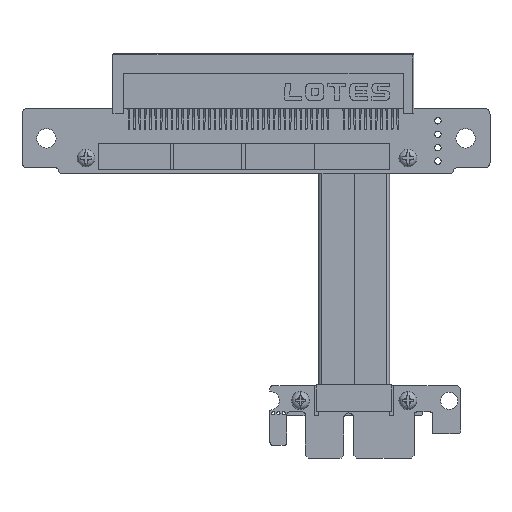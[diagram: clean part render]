
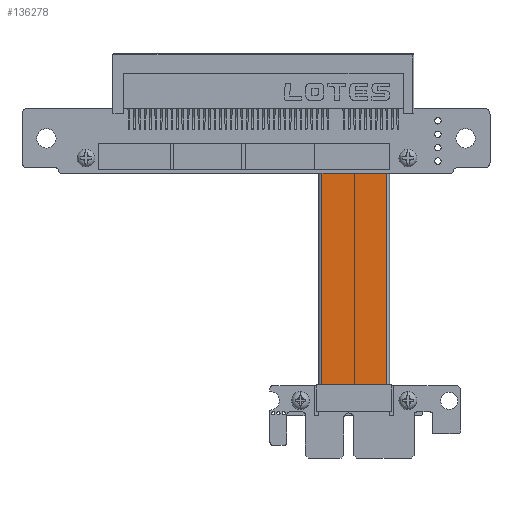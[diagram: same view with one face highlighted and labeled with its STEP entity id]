
A CAD part, top view. The second image highlights one B-rep face of the part: STEP entity #136278.
In plain terms, the highlighted face is planar.
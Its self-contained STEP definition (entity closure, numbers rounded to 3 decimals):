
#136241 = VERTEX_POINT('',#136242);
#136242 = CARTESIAN_POINT('',(12.065,-1.4,-43.));
#136260 = VERTEX_POINT('',#136261);
#136261 = CARTESIAN_POINT('',(12.065,-1.4,0.));
#136268 = EDGE_CURVE('',#136241,#136260,#136269,.T.);
#136269 = LINE('',#136270,#136271);
#136270 = CARTESIAN_POINT('',(12.065,-1.4,-43.));
#136271 = VECTOR('',#136272,1.);
#136272 = DIRECTION('',(0.,0.,1.));
#136278 = ADVANCED_FACE('',(#136279),#136304,.T.);
#136279 = FACE_BOUND('',#136280,.T.);
#136280 = EDGE_LOOP('',(#136281,#136289,#136297,#136303));
#136281 = ORIENTED_EDGE('',*,*,#136282,.F.);
#136282 = EDGE_CURVE('',#136283,#136260,#136285,.T.);
#136283 = VERTEX_POINT('',#136284);
#136284 = CARTESIAN_POINT('',(0.,-1.4,
    0.));
#136285 = LINE('',#136286,#136287);
#136286 = CARTESIAN_POINT('',(6.032,-1.4,0.));
#136287 = VECTOR('',#136288,1.);
#136288 = DIRECTION('',(1.,0.,0.));
#136289 = ORIENTED_EDGE('',*,*,#136290,.F.);
#136290 = EDGE_CURVE('',#136291,#136283,#136293,.T.);
#136291 = VERTEX_POINT('',#136292);
#136292 = CARTESIAN_POINT('',(0.,-1.4,-43.)
  );
#136293 = LINE('',#136294,#136295);
#136294 = CARTESIAN_POINT('',(0.,-1.4,-43.)
  );
#136295 = VECTOR('',#136296,1.);
#136296 = DIRECTION('',(0.,0.,1.));
#136297 = ORIENTED_EDGE('',*,*,#136298,.T.);
#136298 = EDGE_CURVE('',#136291,#136241,#136299,.T.);
#136299 = LINE('',#136300,#136301);
#136300 = CARTESIAN_POINT('',(12.065,-1.4,-43.));
#136301 = VECTOR('',#136302,1.);
#136302 = DIRECTION('',(1.,0.,0.));
#136303 = ORIENTED_EDGE('',*,*,#136268,.T.);
#136304 = PLANE('',#136305);
#136305 = AXIS2_PLACEMENT_3D('',#136306,#136307,#136308);
#136306 = CARTESIAN_POINT('',(6.032,-1.4,-43.));
#136307 = DIRECTION('',(0.,-1.,0.));
#136308 = DIRECTION('',(0.,0.,-1.));
